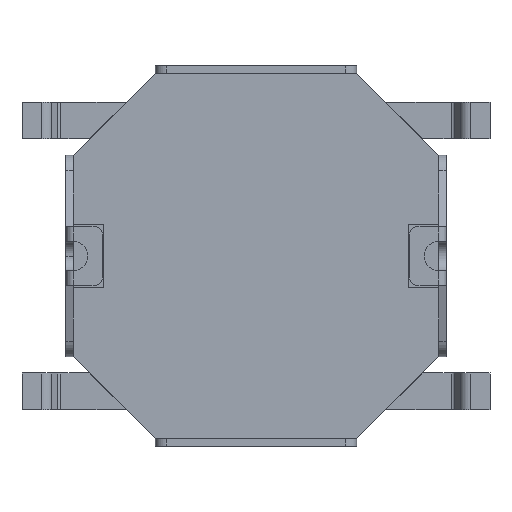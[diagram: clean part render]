
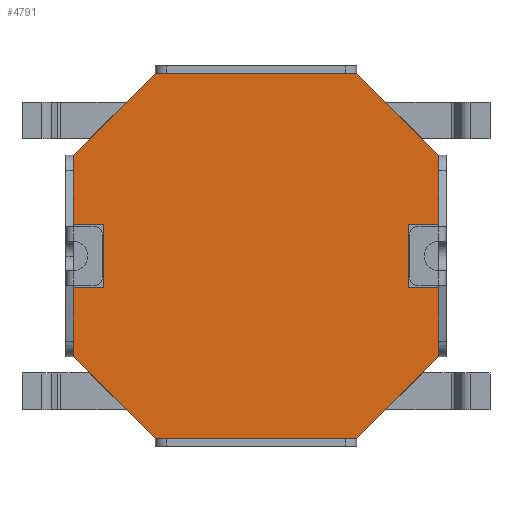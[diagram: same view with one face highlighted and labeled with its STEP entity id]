
A CAD part, front view. The second image highlights one B-rep face of the part: STEP entity #4791.
In plain terms, the highlighted planar face has unit normal (0, -1, 0).
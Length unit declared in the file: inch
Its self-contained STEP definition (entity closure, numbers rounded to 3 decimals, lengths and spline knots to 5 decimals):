
#181 = EDGE_CURVE ( 'NONE', #7187, #4059, #4938, .T. ) ;
#252 = LINE ( 'NONE', #9567, #732 ) ;
#269 = EDGE_CURVE ( 'NONE', #7172, #6539, #5759, .T. ) ;
#294 = DIRECTION ( 'NONE',  ( 0., 0., 1. ) ) ;
#360 = CARTESIAN_POINT ( 'NONE',  ( -0.09843, 0.00197, -0.01699 ) ) ;
#484 = ORIENTED_EDGE ( 'NONE', *, *, #5911, .F. ) ;
#494 = VERTEX_POINT ( 'NONE', #6479 ) ;
#503 = DIRECTION ( 'NONE',  ( 0.707, 0., 0.707 ) ) ;
#525 = ORIENTED_EDGE ( 'NONE', *, *, #5537, .T. ) ;
#545 = ORIENTED_EDGE ( 'NONE', *, *, #269, .F. ) ;
#629 = ORIENTED_EDGE ( 'NONE', *, *, #3016, .T. ) ;
#677 = CARTESIAN_POINT ( 'NONE',  ( 0., 0.00197, 0.01699 ) ) ;
#688 = DIRECTION ( 'NONE',  ( -1., 0., 0. ) ) ;
#712 = LINE ( 'NONE', #7074, #8522 ) ;
#732 = VECTOR ( 'NONE', #950, 39.37008 ) ;
#843 = VECTOR ( 'NONE', #9497, 39.37008 ) ;
#898 = DIRECTION ( 'NONE',  ( -1., 0., 0. ) ) ;
#950 = DIRECTION ( 'NONE',  ( 0., 0., -1. ) ) ;
#995 = ORIENTED_EDGE ( 'NONE', *, *, #7806, .T. ) ;
#1027 = CARTESIAN_POINT ( 'NONE',  ( 0., 0.00197, -0.01699 ) ) ;
#1181 = VERTEX_POINT ( 'NONE', #8829 ) ;
#1194 = CARTESIAN_POINT ( 'NONE',  ( 0., 0.00197, 0. ) ) ;
#1254 = CARTESIAN_POINT ( 'NONE',  ( 0.08186, 0.00197, -0.01699 ) ) ;
#1276 = VERTEX_POINT ( 'NONE', #4567 ) ;
#1403 = CARTESIAN_POINT ( 'NONE',  ( -0.09843, 0.00197, -0.05413 ) ) ;
#1427 = VECTOR ( 'NONE', #4392, 39.37008 ) ;
#1441 = VERTEX_POINT ( 'NONE', #3418 ) ;
#1713 = EDGE_LOOP ( 'NONE', ( #9264, #2640, #5249, #4008, #995, #525, #4054, #4458, #484, #5557, #6538, #7997, #6900, #629, #545, #5502 ) ) ;
#1728 = DIRECTION ( 'NONE',  ( 0., 0., 1. ) ) ;
#1791 = VERTEX_POINT ( 'NONE', #9281 ) ;
#1956 = LINE ( 'NONE', #7543, #7452 ) ;
#2160 = DIRECTION ( 'NONE',  ( 0., 0., 1. ) ) ;
#2199 = EDGE_CURVE ( 'NONE', #4059, #1181, #5851, .T. ) ;
#2227 = CARTESIAN_POINT ( 'NONE',  ( 0.09843, 0.00197, -0.05413 ) ) ;
#2379 = CARTESIAN_POINT ( 'NONE',  ( 0.05413, 0.00197, -0.09843 ) ) ;
#2640 = ORIENTED_EDGE ( 'NONE', *, *, #7252, .T. ) ;
#2733 = EDGE_CURVE ( 'NONE', #2819, #6955, #6570, .T. ) ;
#2782 = EDGE_CURVE ( 'NONE', #2819, #1791, #4249, .T. ) ;
#2819 = VERTEX_POINT ( 'NONE', #7453 ) ;
#2870 = AXIS2_PLACEMENT_3D ( 'NONE', #1194, #9223, #2160 ) ;
#2892 = CARTESIAN_POINT ( 'NONE',  ( 0.05413, 0.00197, 0.09843 ) ) ;
#2920 = CARTESIAN_POINT ( 'NONE',  ( 0.09843, 0.00197, 0.01699 ) ) ;
#2961 = VECTOR ( 'NONE', #9460, 39.37008 ) ;
#2970 = EDGE_CURVE ( 'NONE', #4362, #7871, #3734, .T. ) ;
#3016 = EDGE_CURVE ( 'NONE', #6345, #6539, #7228, .T. ) ;
#3243 = CARTESIAN_POINT ( 'NONE',  ( 0.09843, 0.00197, -0.05413 ) ) ;
#3418 = CARTESIAN_POINT ( 'NONE',  ( -0.08186, 0.00197, -0.01699 ) ) ;
#3427 = DIRECTION ( 'NONE',  ( 1., 0., 0. ) ) ;
#3484 = VECTOR ( 'NONE', #8196, 39.37008 ) ;
#3621 = FACE_OUTER_BOUND ( 'NONE', #1713, .T. ) ;
#3734 = LINE ( 'NONE', #677, #9764 ) ;
#3766 = LINE ( 'NONE', #9221, #3951 ) ;
#3804 = VERTEX_POINT ( 'NONE', #2379 ) ;
#3807 = CARTESIAN_POINT ( 'NONE',  ( -0.08186, 0.00197, 0. ) ) ;
#3870 = LINE ( 'NONE', #7857, #9242 ) ;
#3896 = EDGE_CURVE ( 'NONE', #1181, #3804, #5485, .T. ) ;
#3938 = VECTOR ( 'NONE', #688, 39.37008 ) ;
#3951 = VECTOR ( 'NONE', #503, 39.37008 ) ;
#4008 = ORIENTED_EDGE ( 'NONE', *, *, #2733, .T. ) ;
#4019 = EDGE_CURVE ( 'NONE', #3804, #6345, #3766, .T. ) ;
#4054 = ORIENTED_EDGE ( 'NONE', *, *, #8354, .F. ) ;
#4059 = VERTEX_POINT ( 'NONE', #1403 ) ;
#4249 = LINE ( 'NONE', #2892, #1427 ) ;
#4362 = VERTEX_POINT ( 'NONE', #2920 ) ;
#4372 = CARTESIAN_POINT ( 'NONE',  ( 0., 0.00197, -0.01699 ) ) ;
#4392 = DIRECTION ( 'NONE',  ( 0.707, 0., -0.707 ) ) ;
#4458 = ORIENTED_EDGE ( 'NONE', *, *, #5106, .F. ) ;
#4567 = CARTESIAN_POINT ( 'NONE',  ( -0.09843, 0.00197, 0.01699 ) ) ;
#4588 = VECTOR ( 'NONE', #10265, 39.37008 ) ;
#4715 = CARTESIAN_POINT ( 'NONE',  ( 0., 0.00197, 0.01699 ) ) ;
#4764 = CARTESIAN_POINT ( 'NONE',  ( -0.05413, 0.00197, 0.09843 ) ) ;
#4791 = ADVANCED_FACE ( 'NONE', ( #3621 ), #10066, .F. ) ;
#4938 = LINE ( 'NONE', #7316, #843 ) ;
#5106 = EDGE_CURVE ( 'NONE', #1441, #494, #7883, .T. ) ;
#5249 = ORIENTED_EDGE ( 'NONE', *, *, #2782, .F. ) ;
#5327 = DIRECTION ( 'NONE',  ( -1., 0., 0. ) ) ;
#5485 = LINE ( 'NONE', #8806, #2961 ) ;
#5502 = ORIENTED_EDGE ( 'NONE', *, *, #10214, .F. ) ;
#5537 = EDGE_CURVE ( 'NONE', #8055, #1276, #252, .T. ) ;
#5557 = ORIENTED_EDGE ( 'NONE', *, *, #181, .T. ) ;
#5687 = CARTESIAN_POINT ( 'NONE',  ( 0., 0.00197, 0.09843 ) ) ;
#5699 = CARTESIAN_POINT ( 'NONE',  ( -0.05413, 0.00197, -0.09843 ) ) ;
#5759 = LINE ( 'NONE', #4372, #9633 ) ;
#5851 = LINE ( 'NONE', #5699, #3484 ) ;
#5911 = EDGE_CURVE ( 'NONE', #7187, #1441, #8049, .T. ) ;
#6209 = DIRECTION ( 'NONE',  ( 0., 0., -1. ) ) ;
#6252 = VECTOR ( 'NONE', #1728, 39.37008 ) ;
#6285 = LINE ( 'NONE', #4715, #3938 ) ;
#6345 = VERTEX_POINT ( 'NONE', #2227 ) ;
#6479 = CARTESIAN_POINT ( 'NONE',  ( -0.08186, 0.00197, 0.01699 ) ) ;
#6538 = ORIENTED_EDGE ( 'NONE', *, *, #2199, .T. ) ;
#6539 = VERTEX_POINT ( 'NONE', #6666 ) ;
#6570 = LINE ( 'NONE', #5687, #7574 ) ;
#6666 = CARTESIAN_POINT ( 'NONE',  ( 0.09843, 0.00197, -0.01699 ) ) ;
#6900 = ORIENTED_EDGE ( 'NONE', *, *, #4019, .T. ) ;
#6955 = VERTEX_POINT ( 'NONE', #4764 ) ;
#7026 = DIRECTION ( 'NONE',  ( -0.707, 0., -0.707 ) ) ;
#7074 = CARTESIAN_POINT ( 'NONE',  ( 0.08186, 0.00197, 0. ) ) ;
#7172 = VERTEX_POINT ( 'NONE', #1254 ) ;
#7187 = VERTEX_POINT ( 'NONE', #360 ) ;
#7228 = LINE ( 'NONE', #3243, #6252 ) ;
#7252 = EDGE_CURVE ( 'NONE', #4362, #1791, #1956, .T. ) ;
#7286 = VECTOR ( 'NONE', #9841, 39.37008 ) ;
#7316 = CARTESIAN_POINT ( 'NONE',  ( -0.09843, 0.00197, 0.05413 ) ) ;
#7360 = CARTESIAN_POINT ( 'NONE',  ( -0.09843, 0.00197, 0.05413 ) ) ;
#7452 = VECTOR ( 'NONE', #294, 39.37008 ) ;
#7453 = CARTESIAN_POINT ( 'NONE',  ( 0.05413, 0.00197, 0.09843 ) ) ;
#7543 = CARTESIAN_POINT ( 'NONE',  ( 0.09843, 0.00197, -0.05413 ) ) ;
#7574 = VECTOR ( 'NONE', #898, 39.37008 ) ;
#7806 = EDGE_CURVE ( 'NONE', #6955, #8055, #3870, .T. ) ;
#7857 = CARTESIAN_POINT ( 'NONE',  ( -0.05413, 0.00197, 0.09843 ) ) ;
#7871 = VERTEX_POINT ( 'NONE', #9653 ) ;
#7883 = LINE ( 'NONE', #3807, #4588 ) ;
#7997 = ORIENTED_EDGE ( 'NONE', *, *, #3896, .T. ) ;
#8049 = LINE ( 'NONE', #1027, #7286 ) ;
#8055 = VERTEX_POINT ( 'NONE', #7360 ) ;
#8196 = DIRECTION ( 'NONE',  ( 0.707, 0., -0.707 ) ) ;
#8354 = EDGE_CURVE ( 'NONE', #494, #1276, #6285, .T. ) ;
#8522 = VECTOR ( 'NONE', #6209, 39.37008 ) ;
#8806 = CARTESIAN_POINT ( 'NONE',  ( 0., 0.00197, -0.09843 ) ) ;
#8829 = CARTESIAN_POINT ( 'NONE',  ( -0.05413, 0.00197, -0.09843 ) ) ;
#9221 = CARTESIAN_POINT ( 'NONE',  ( 0.05413, 0.00197, -0.09843 ) ) ;
#9223 = DIRECTION ( 'NONE',  ( 0., 1., 0. ) ) ;
#9242 = VECTOR ( 'NONE', #7026, 39.37008 ) ;
#9264 = ORIENTED_EDGE ( 'NONE', *, *, #2970, .F. ) ;
#9281 = CARTESIAN_POINT ( 'NONE',  ( 0.09843, 0.00197, 0.05413 ) ) ;
#9460 = DIRECTION ( 'NONE',  ( 1., 0., 0. ) ) ;
#9497 = DIRECTION ( 'NONE',  ( 0., 0., -1. ) ) ;
#9567 = CARTESIAN_POINT ( 'NONE',  ( -0.09843, 0.00197, 0.05413 ) ) ;
#9633 = VECTOR ( 'NONE', #3427, 39.37008 ) ;
#9653 = CARTESIAN_POINT ( 'NONE',  ( 0.08186, 0.00197, 0.01699 ) ) ;
#9764 = VECTOR ( 'NONE', #5327, 39.37008 ) ;
#9841 = DIRECTION ( 'NONE',  ( 1., 0., 0. ) ) ;
#10066 = PLANE ( 'NONE',  #2870 ) ;
#10214 = EDGE_CURVE ( 'NONE', #7871, #7172, #712, .T. ) ;
#10265 = DIRECTION ( 'NONE',  ( 0., 0., 1. ) ) ;
